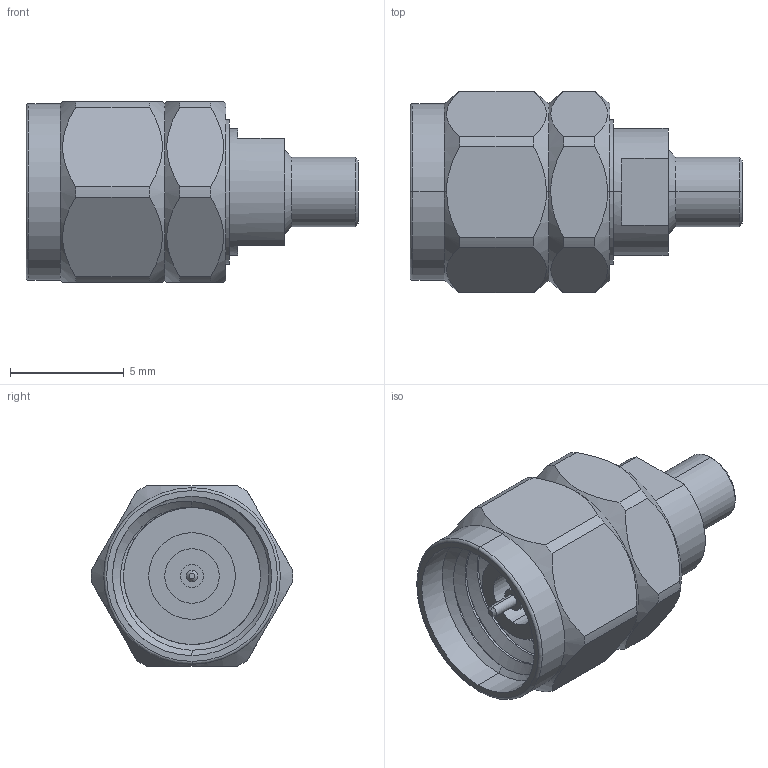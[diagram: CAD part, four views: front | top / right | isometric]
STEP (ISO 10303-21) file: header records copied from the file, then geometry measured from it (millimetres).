
FILE_DESCRIPTION (( 'STEP AP203' ), '1' );
FILE_NAME ('PE45414.step', '2019-02-15T16:42:40', ( '' ), ( '' ), 'SwSTEP 2.0', 'SolidWorks 2017', '' );
FILE_SCHEMA (( 'CONFIG_CONTROL_DESIGN' ));
Length unit declared in the file: inch
Products named in the file (1): PE45414
Bounding box: 14.61 x 8.88 x 7.92 mm (x, y, z)
Volume: 310 mm3; surface area: 822.5 mm2
Topology: 2 solids, 2 shells, 105 faces, 257 edges, 165 vertices
Faces by surface type: cylinder 49, plane 30, cone 21, bspline 3, torus 2
Entity records: 4592 total; most frequent: CARTESIAN_POINT 2147, ORIENTED_EDGE 514, DIRECTION 480, EDGE_CURVE 257, AXIS2_PLACEMENT_3D 195, VERTEX_POINT 165, EDGE_LOOP 114, FACE_OUTER_BOUND 105
